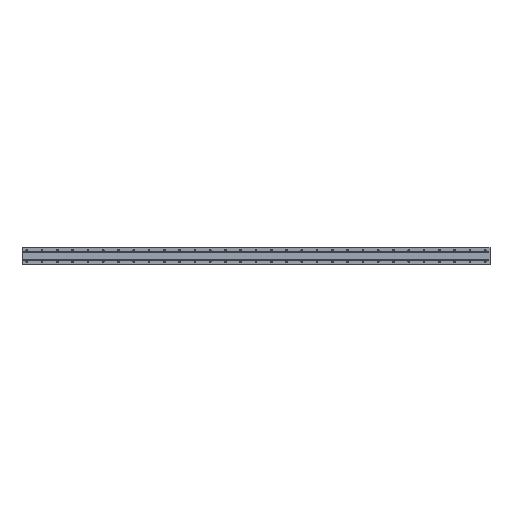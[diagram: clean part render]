
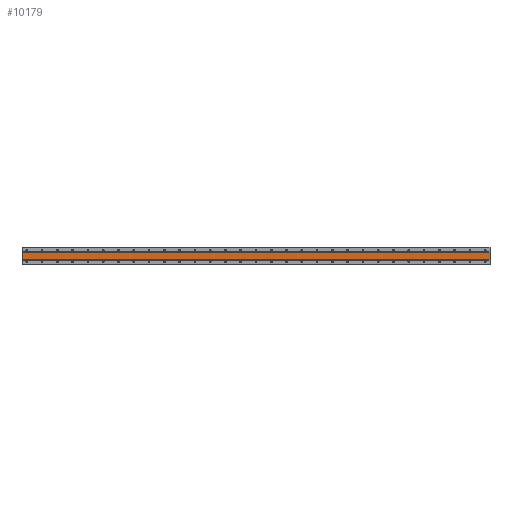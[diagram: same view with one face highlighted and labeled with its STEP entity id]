
A CAD part, front view. The second image highlights one B-rep face of the part: STEP entity #10179.
In plain terms, the highlighted planar face has unit normal (0, -1, 0).
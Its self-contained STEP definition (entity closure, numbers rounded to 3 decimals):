
#472 = VECTOR ( 'NONE', #9668, 1000. ) ;
#1097 = LINE ( 'NONE', #7674, #10188 ) ;
#1418 = ORIENTED_EDGE ( 'NONE', *, *, #7743, .F. ) ;
#1664 = LINE ( 'NONE', #10667, #3240 ) ;
#1698 = CARTESIAN_POINT ( 'NONE',  ( 2425., 1., 20. ) ) ;
#2354 = CARTESIAN_POINT ( 'NONE',  ( 2425., 1., 20. ) ) ;
#2550 = ORIENTED_EDGE ( 'NONE', *, *, #5062, .F. ) ;
#2597 = CARTESIAN_POINT ( 'NONE',  ( 2425., 1., 20. ) ) ;
#3240 = VECTOR ( 'NONE', #8856, 1000. ) ;
#3784 = VECTOR ( 'NONE', #7624, 1000. ) ;
#3809 = VERTEX_POINT ( 'NONE', #7331 ) ;
#4225 = EDGE_LOOP ( 'NONE', ( #2550, #1418, #4920, #6380 ) ) ;
#4276 = DIRECTION ( 'NONE',  ( 0., 0., 1. ) ) ;
#4597 = LINE ( 'NONE', #7909, #472 ) ;
#4920 = ORIENTED_EDGE ( 'NONE', *, *, #9272, .F. ) ;
#5062 = EDGE_CURVE ( 'NONE', #3809, #9932, #4597, .T. ) ;
#5644 = AXIS2_PLACEMENT_3D ( 'NONE', #2597, #9125, #4276 ) ;
#5730 = LINE ( 'NONE', #1698, #3784 ) ;
#6129 = CARTESIAN_POINT ( 'NONE',  ( -25., 1., -20. ) ) ;
#6362 = VERTEX_POINT ( 'NONE', #2354 ) ;
#6380 = ORIENTED_EDGE ( 'NONE', *, *, #10070, .T. ) ;
#7240 = VERTEX_POINT ( 'NONE', #7544 ) ;
#7331 = CARTESIAN_POINT ( 'NONE',  ( 2425., 1., -20. ) ) ;
#7544 = CARTESIAN_POINT ( 'NONE',  ( -25., 1., 20. ) ) ;
#7624 = DIRECTION ( 'NONE',  ( 1., 0., 0. ) ) ;
#7674 = CARTESIAN_POINT ( 'NONE',  ( 2425., 1., 44.91 ) ) ;
#7743 = EDGE_CURVE ( 'NONE', #6362, #3809, #1097, .T. ) ;
#7909 = CARTESIAN_POINT ( 'NONE',  ( 2425., 1., -20. ) ) ;
#8360 = PLANE ( 'NONE',  #5644 ) ;
#8856 = DIRECTION ( 'NONE',  ( 0., 0., -1. ) ) ;
#9125 = DIRECTION ( 'NONE',  ( 0., 1., 0. ) ) ;
#9272 = EDGE_CURVE ( 'NONE', #7240, #6362, #5730, .T. ) ;
#9347 = FACE_OUTER_BOUND ( 'NONE', #4225, .T. ) ;
#9668 = DIRECTION ( 'NONE',  ( -1., 0., 0. ) ) ;
#9932 = VERTEX_POINT ( 'NONE', #6129 ) ;
#10070 = EDGE_CURVE ( 'NONE', #7240, #9932, #1664, .T. ) ;
#10179 = ADVANCED_FACE ( 'NONE', ( #9347 ), #8360, .F. ) ;
#10188 = VECTOR ( 'NONE', #10209, 1000. ) ;
#10209 = DIRECTION ( 'NONE',  ( 0., 0., -1. ) ) ;
#10667 = CARTESIAN_POINT ( 'NONE',  ( -25., 1., 44.91 ) ) ;
